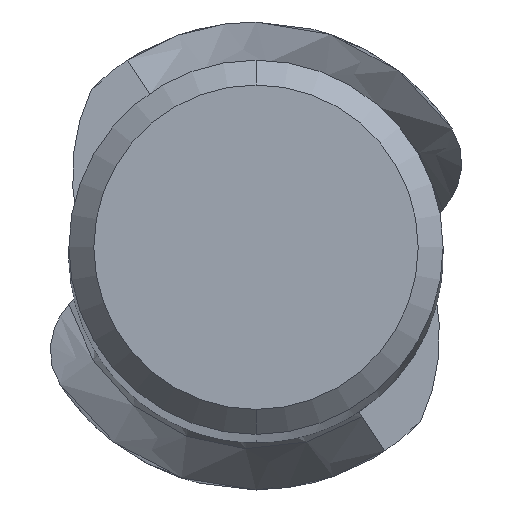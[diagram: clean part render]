
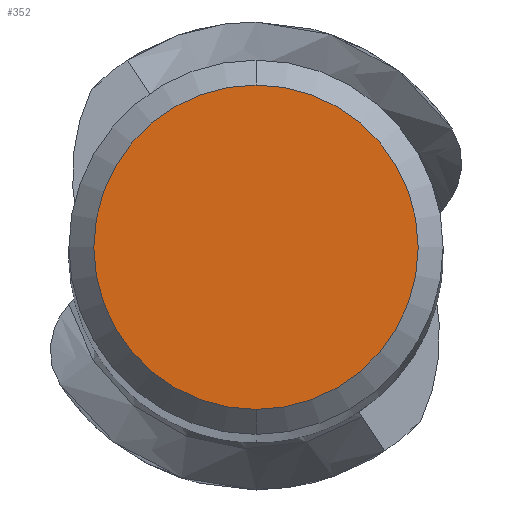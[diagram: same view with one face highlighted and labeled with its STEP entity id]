
A CAD part, top view. The second image highlights one B-rep face of the part: STEP entity #352.
In plain terms, the highlighted planar face has unit normal (0, 0, 1).
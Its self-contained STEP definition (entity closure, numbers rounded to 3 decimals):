
#352=ADVANCED_FACE('',(#1001),#1002,.T.);
#366=EDGE_CURVE('',#680,#488,#1018,.T.);
#488=VERTEX_POINT('',#1152);
#680=VERTEX_POINT('',#1361);
#946=EDGE_CURVE('',#488,#680,#1651,.T.);
#1001=FACE_OUTER_BOUND('',#1702,.T.);
#1002=PLANE('',#1703);
#1018=CIRCLE('',#1724,2.6);
#1152=CARTESIAN_POINT('',(0.0,2.6,0.0));
#1361=CARTESIAN_POINT('',(0.,-2.6,0.0));
#1651=CIRCLE('',#4913,2.6);
#1702=EDGE_LOOP('',(#4995,#4996));
#1703=AXIS2_PLACEMENT_3D('',#4997,#4998,#4999);
#1724=AXIS2_PLACEMENT_3D('',#5023,#5024,#5025);
#4913=AXIS2_PLACEMENT_3D('',#5725,#5726,#5727);
#4995=ORIENTED_EDGE('',*,*,#946,.F.);
#4996=ORIENTED_EDGE('',*,*,#366,.F.);
#4997=CARTESIAN_POINT('',(0.0,1.3,0.0));
#4998=DIRECTION('',(-0.0,0.0,1.0));
#4999=DIRECTION('',(0.0,-1.0,0.0));
#5023=CARTESIAN_POINT('',(0.0,0.0,0.0));
#5024=DIRECTION('',(0.0,0.0,-1.0));
#5025=DIRECTION('',(0.0,1.0,0.0));
#5725=CARTESIAN_POINT('',(0.0,0.0,0.0));
#5726=DIRECTION('',(0.0,0.0,-1.0));
#5727=DIRECTION('',(0.0,1.0,0.0));
